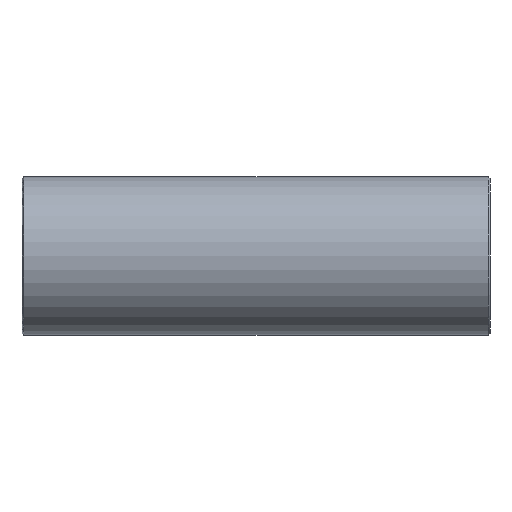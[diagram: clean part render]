
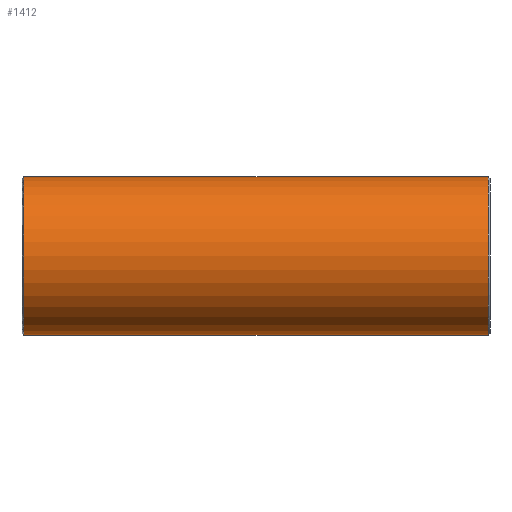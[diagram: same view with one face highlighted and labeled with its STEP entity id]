
A CAD part, front view. The second image highlights one B-rep face of the part: STEP entity #1412.
In plain terms, the highlighted cylindrical face has radius 4.75 mm (diameter 9.5 mm), a partial arc.
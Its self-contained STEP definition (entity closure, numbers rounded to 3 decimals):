
#83 = EDGE_CURVE ( 'NONE', #1022, #460, #730, .T. ) ;
#103 = FACE_OUTER_BOUND ( 'NONE', #1511, .T. ) ;
#117 = ORIENTED_EDGE ( 'NONE', *, *, #1472, .T. ) ;
#121 = CARTESIAN_POINT ( 'NONE',  ( 13.9, 0., 0. ) ) ;
#223 = CARTESIAN_POINT ( 'NONE',  ( -38.243, 0., 0. ) ) ;
#235 = AXIS2_PLACEMENT_3D ( 'NONE', #223, #662, #1372 ) ;
#258 = AXIS2_PLACEMENT_3D ( 'NONE', #1349, #1376, #1261 ) ;
#303 = AXIS2_PLACEMENT_3D ( 'NONE', #121, #1034, #1142 ) ;
#307 = CARTESIAN_POINT ( 'NONE',  ( 13.9, 0., -4.75 ) ) ;
#325 = CARTESIAN_POINT ( 'NONE',  ( -13.9, 0., -4.75 ) ) ;
#330 = VERTEX_POINT ( 'NONE', #616 ) ;
#408 = EDGE_CURVE ( 'NONE', #953, #330, #940, .T. ) ;
#451 = CARTESIAN_POINT ( 'NONE',  ( -38.243, 0., 4.75 ) ) ;
#460 = VERTEX_POINT ( 'NONE', #325 ) ;
#497 = CIRCLE ( 'NONE', #258, 4.75 ) ;
#616 = CARTESIAN_POINT ( 'NONE',  ( -13.9, 0., 4.75 ) ) ;
#662 = DIRECTION ( 'NONE',  ( -1., 0., 0. ) ) ;
#665 = CARTESIAN_POINT ( 'NONE',  ( 13.9, 0., 4.75 ) ) ;
#730 = LINE ( 'NONE', #864, #1350 ) ;
#752 = VECTOR ( 'NONE', #1388, 1000. ) ;
#864 = CARTESIAN_POINT ( 'NONE',  ( -38.243, 0., -4.75 ) ) ;
#878 = ORIENTED_EDGE ( 'NONE', *, *, #83, .F. ) ;
#940 = LINE ( 'NONE', #451, #752 ) ;
#953 = VERTEX_POINT ( 'NONE', #665 ) ;
#986 = EDGE_CURVE ( 'NONE', #330, #460, #497, .T. ) ;
#1022 = VERTEX_POINT ( 'NONE', #307 ) ;
#1034 = DIRECTION ( 'NONE',  ( -1., 0., 0. ) ) ;
#1035 = ORIENTED_EDGE ( 'NONE', *, *, #986, .T. ) ;
#1142 = DIRECTION ( 'NONE',  ( 0., 0., 1. ) ) ;
#1198 = DIRECTION ( 'NONE',  ( -1., 0., 0. ) ) ;
#1248 = CIRCLE ( 'NONE', #303, 4.75 ) ;
#1261 = DIRECTION ( 'NONE',  ( 0., 0., -1. ) ) ;
#1265 = CYLINDRICAL_SURFACE ( 'NONE', #235, 4.75 ) ;
#1349 = CARTESIAN_POINT ( 'NONE',  ( -13.9, 0., 0. ) ) ;
#1350 = VECTOR ( 'NONE', #1198, 1000. ) ;
#1372 = DIRECTION ( 'NONE',  ( 0., 0., 1. ) ) ;
#1376 = DIRECTION ( 'NONE',  ( 1., 0., 0. ) ) ;
#1388 = DIRECTION ( 'NONE',  ( -1., 0., 0. ) ) ;
#1401 = ORIENTED_EDGE ( 'NONE', *, *, #408, .T. ) ;
#1412 = ADVANCED_FACE ( 'NONE', ( #103 ), #1265, .T. ) ;
#1472 = EDGE_CURVE ( 'NONE', #1022, #953, #1248, .T. ) ;
#1511 = EDGE_LOOP ( 'NONE', ( #878, #117, #1401, #1035 ) ) ;
